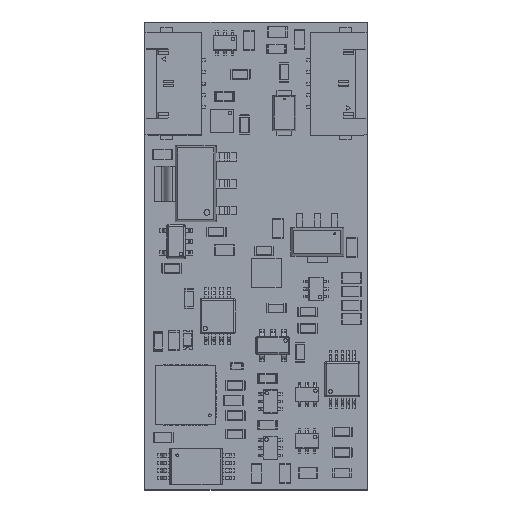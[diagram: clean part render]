
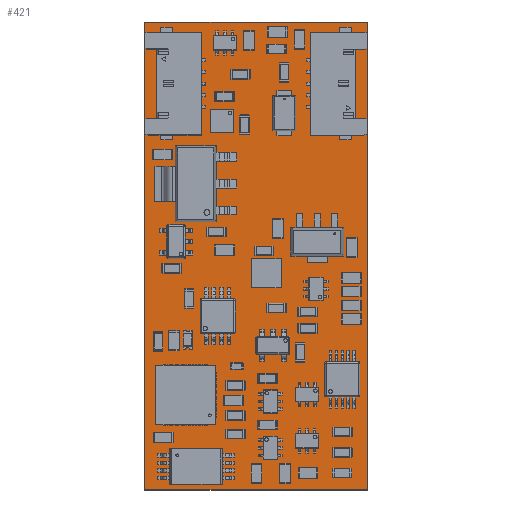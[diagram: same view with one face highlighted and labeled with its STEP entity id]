
A CAD part, top view. The second image highlights one B-rep face of the part: STEP entity #421.
In plain terms, the highlighted planar face has unit normal (0, 0, 1).
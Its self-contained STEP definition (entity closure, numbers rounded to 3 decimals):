
#292 = VERTEX_POINT('',#293);
#293 = CARTESIAN_POINT('',(0.,0.,1.5));
#299 = EDGE_CURVE('',#292,#300,#302,.T.);
#300 = VERTEX_POINT('',#301);
#301 = CARTESIAN_POINT('',(19.,0.,1.5));
#302 = LINE('',#303,#304);
#303 = CARTESIAN_POINT('',(0.,0.,1.5));
#304 = VECTOR('',#305,1.);
#305 = DIRECTION('',(1.,0.,0.));
#330 = EDGE_CURVE('',#300,#331,#333,.T.);
#331 = VERTEX_POINT('',#332);
#332 = CARTESIAN_POINT('',(19.,40.,1.5));
#333 = LINE('',#334,#335);
#334 = CARTESIAN_POINT('',(19.,0.,1.5));
#335 = VECTOR('',#336,1.);
#336 = DIRECTION('',(0.,1.,0.));
#361 = EDGE_CURVE('',#331,#362,#364,.T.);
#362 = VERTEX_POINT('',#363);
#363 = CARTESIAN_POINT('',(0.,40.,1.5));
#364 = LINE('',#365,#366);
#365 = CARTESIAN_POINT('',(19.,40.,1.5));
#366 = VECTOR('',#367,1.);
#367 = DIRECTION('',(-1.,0.,0.));
#392 = EDGE_CURVE('',#362,#292,#393,.T.);
#393 = LINE('',#394,#395);
#394 = CARTESIAN_POINT('',(0.,40.,1.5));
#395 = VECTOR('',#396,1.);
#396 = DIRECTION('',(0.,-1.,0.));
#421 = ADVANCED_FACE('',(#422),#428,.F.);
#422 = FACE_BOUND('',#423,.T.);
#423 = EDGE_LOOP('',(#424,#425,#426,#427));
#424 = ORIENTED_EDGE('',*,*,#299,.T.);
#425 = ORIENTED_EDGE('',*,*,#330,.T.);
#426 = ORIENTED_EDGE('',*,*,#361,.T.);
#427 = ORIENTED_EDGE('',*,*,#392,.T.);
#428 = PLANE('',#429);
#429 = AXIS2_PLACEMENT_3D('',#430,#431,#432);
#430 = CARTESIAN_POINT('',(0.,0.,1.5));
#431 = DIRECTION('',(0.,0.,-1.));
#432 = DIRECTION('',(-1.,0.,0.));
